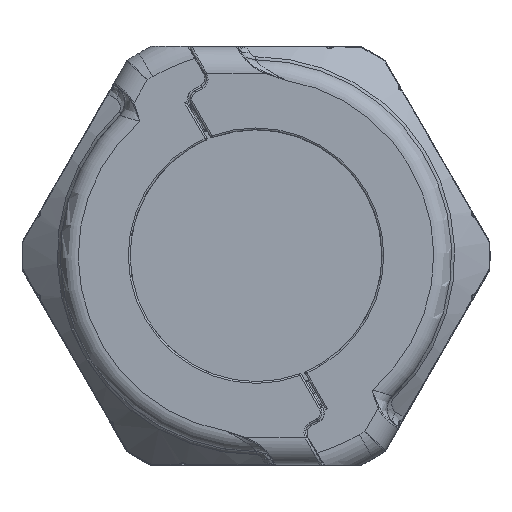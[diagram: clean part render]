
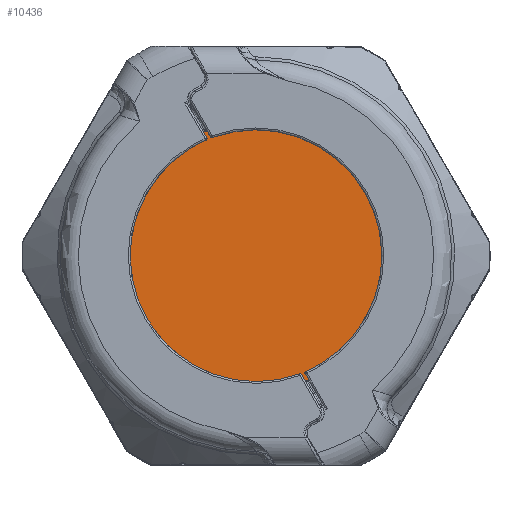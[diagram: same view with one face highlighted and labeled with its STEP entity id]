
A CAD part, top view. The second image highlights one B-rep face of the part: STEP entity #10436.
In plain terms, the highlighted face is planar.
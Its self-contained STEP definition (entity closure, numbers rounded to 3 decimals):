
#1693 = VERTEX_POINT ( 'NONE', #15496 ) ;
#5039 = ORIENTED_EDGE ( 'NONE', *, *, #14853, .T. ) ;
#7428 = ORIENTED_EDGE ( 'NONE', *, *, #43758, .T. ) ;
#10202 = AXIS2_PLACEMENT_3D ( 'NONE', #17703, #49206, #22218 ) ;
#10436 = ADVANCED_FACE ( 'NONE', ( #40929 ), #17532, .T. ) ;
#12960 = CARTESIAN_POINT ( 'NONE',  ( 0., 30., 0. ) ) ;
#13151 = DIRECTION ( 'NONE',  ( 0., 1., 0. ) ) ;
#14853 = EDGE_CURVE ( 'NONE', #45741, #1693, #29519, .T. ) ;
#15496 = CARTESIAN_POINT ( 'NONE',  ( 0., 30., 16.25 ) ) ;
#17532 = PLANE ( 'NONE',  #54952 ) ;
#17703 = CARTESIAN_POINT ( 'NONE',  ( 0., 30., 0. ) ) ;
#20506 = CARTESIAN_POINT ( 'NONE',  ( 0., 30., 0. ) ) ;
#20912 = CIRCLE ( 'NONE', #58430, 16.25 ) ;
#22218 = DIRECTION ( 'NONE',  ( 0., 0., 1. ) ) ;
#25048 = DIRECTION ( 'NONE',  ( 0., 0., 1. ) ) ;
#29519 = CIRCLE ( 'NONE', #10202, 16.25 ) ;
#37333 = EDGE_LOOP ( 'NONE', ( #7428, #5039 ) ) ;
#37933 = CARTESIAN_POINT ( 'NONE',  ( 0., 30., -16.25 ) ) ;
#40929 = FACE_OUTER_BOUND ( 'NONE', #37333, .T. ) ;
#43758 = EDGE_CURVE ( 'NONE', #1693, #45741, #20912, .T. ) ;
#44742 = DIRECTION ( 'NONE',  ( 0., 0., 1. ) ) ;
#45741 = VERTEX_POINT ( 'NONE', #37933 ) ;
#49206 = DIRECTION ( 'NONE',  ( 0., 1., 0. ) ) ;
#52032 = DIRECTION ( 'NONE',  ( 0., 1., 0. ) ) ;
#54952 = AXIS2_PLACEMENT_3D ( 'NONE', #12960, #13151, #44742 ) ;
#58430 = AXIS2_PLACEMENT_3D ( 'NONE', #20506, #52032, #25048 ) ;
